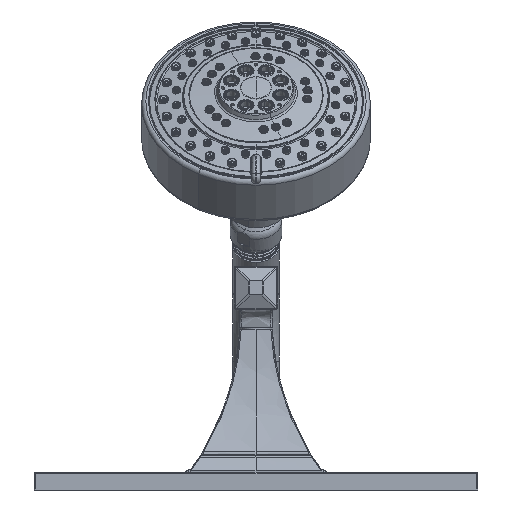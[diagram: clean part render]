
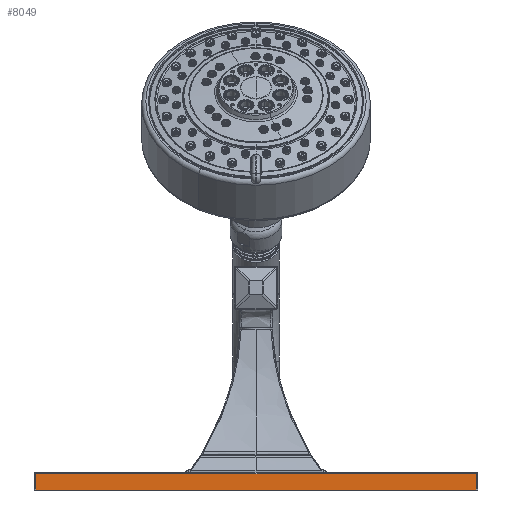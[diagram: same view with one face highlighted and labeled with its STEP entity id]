
A CAD part, front view. The second image highlights one B-rep face of the part: STEP entity #8049.
In plain terms, the highlighted planar face has unit normal (0, -1, 0).
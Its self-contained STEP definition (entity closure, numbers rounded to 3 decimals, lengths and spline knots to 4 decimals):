
#1501=DIRECTION('',(-1.,0.,0.));
#1502=VECTOR('',#1501,7.69);
#1503=CARTESIAN_POINT('',(3.845,-2.75,0.));
#1504=LINE('',#1503,#1502);
#1505=DIRECTION('',(0.,0.,-1.));
#1506=VECTOR('',#1505,0.28);
#1507=CARTESIAN_POINT('',(-3.845,-2.75,0.28));
#1508=LINE('',#1507,#1506);
#1509=DIRECTION('',(1.,0.,0.));
#1510=VECTOR('',#1509,7.69);
#1511=CARTESIAN_POINT('',(-3.845,-2.75,0.28));
#1512=LINE('',#1511,#1510);
#1513=DIRECTION('',(0.,0.,-1.));
#1514=VECTOR('',#1513,0.28);
#1515=CARTESIAN_POINT('',(3.845,-2.75,0.28));
#1516=LINE('',#1515,#1514);
#6033=CARTESIAN_POINT('',(-3.845,-2.75,0.28));
#6035=VERTEX_POINT('',#6033);
#6040=CARTESIAN_POINT('',(3.845,-2.75,0.28));
#6041=VERTEX_POINT('',#6040);
#6550=CARTESIAN_POINT('',(3.845,-2.75,0.));
#6551=CARTESIAN_POINT('',(-3.845,-2.75,0.));
#6552=VERTEX_POINT('',#6550);
#6553=VERTEX_POINT('',#6551);
#8037=CARTESIAN_POINT('',(-3.875,-2.75,0.));
#8038=DIRECTION('',(0.,-1.,0.));
#8039=DIRECTION('',(1.,0.,0.));
#8040=AXIS2_PLACEMENT_3D('',#8037,#8038,#8039);
#8041=PLANE('',#8040);
#8042=ORIENTED_EDGE('',*,*,#8019,.T.);
#8044=ORIENTED_EDGE('',*,*,#8043,.F.);
#8045=ORIENTED_EDGE('',*,*,#7979,.T.);
#8046=ORIENTED_EDGE('',*,*,#8006,.T.);
#8047=EDGE_LOOP('',(#8042,#8044,#8045,#8046));
#8048=FACE_OUTER_BOUND('',#8047,.F.);
#8049=ADVANCED_FACE('',(#8048),#8041,.T.);
#7979=EDGE_CURVE('',#6035,#6041,#1512,.T.);
#8006=EDGE_CURVE('',#6041,#6552,#1516,.T.);
#8019=EDGE_CURVE('',#6552,#6553,#1504,.T.);
#8043=EDGE_CURVE('',#6035,#6553,#1508,.T.);
